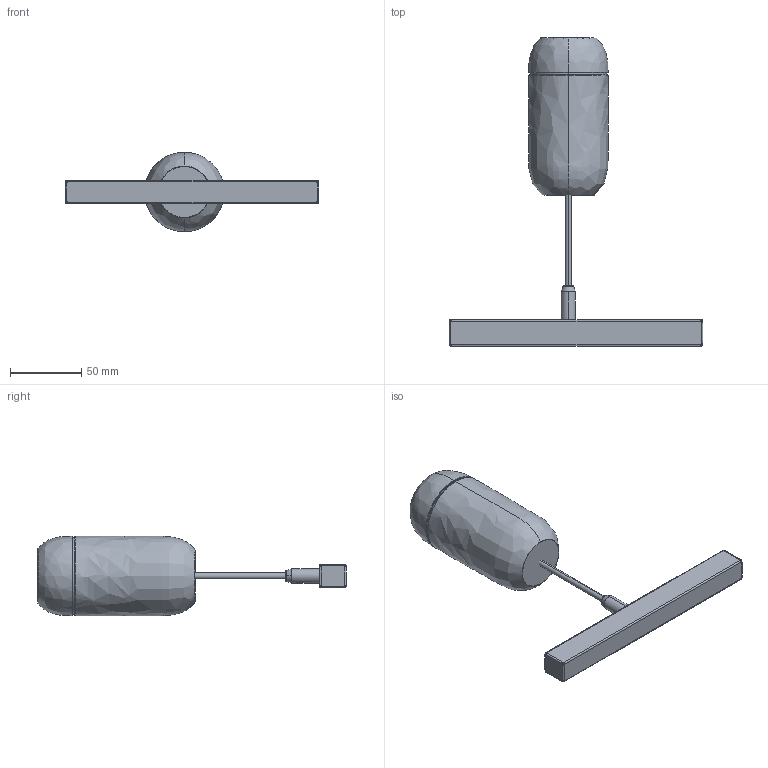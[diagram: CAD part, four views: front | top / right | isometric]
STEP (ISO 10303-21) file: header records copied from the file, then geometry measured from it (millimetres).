
FILE_DESCRIPTION(/* description */ (''),/* implementation_level */ '2;1');
FILE_NAME(/* name */ 'GOPLE 60 SUSP-TRK',/* time_stamp */ '2023-03-09T16:59:37+01:00',/* author */ (''),/* organization */ (''),/* preprocessor_version */ 'ST-DEVELOPER v16.5',/* originating_system */ 'Rhino 7.27',/* authorisation */ '');
FILE_SCHEMA (('AUTOMOTIVE_DESIGN'));
Length unit declared in the file: millimetre
Products named in the file (1): Document
Bounding box: 177.22 x 215.56 x 55.57 mm (x, y, z)
Volume: 290083.9 mm3; surface area: 38100 mm2
Topology: 4 solids, 4 shells, 114 faces, 259 edges, 161 vertices
Faces by surface type: bspline 82, plane 20, cylinder 12
Entity records: 9436 total; most frequent: CARTESIAN_POINT 7439, ORIENTED_EDGE 518, EDGE_CURVE 259, B_SPLINE_CURVE_WITH_KNOTS 190, VERTEX_POINT 161, EDGE_LOOP 122, ADVANCED_FACE 114, FACE_OUTER_BOUND 114
